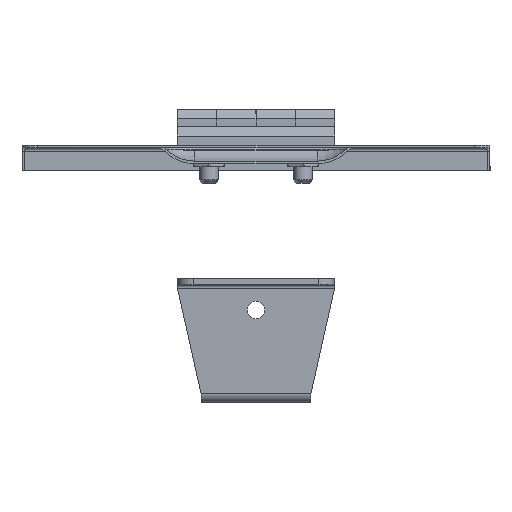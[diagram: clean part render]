
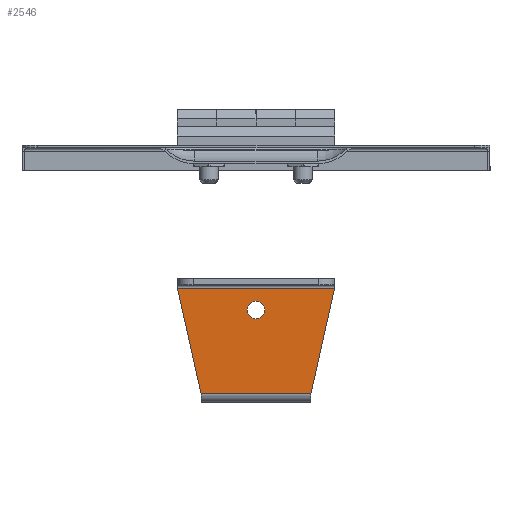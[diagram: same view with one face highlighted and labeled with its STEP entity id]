
A CAD part, left-side view. The second image highlights one B-rep face of the part: STEP entity #2546.
In plain terms, the highlighted planar face has unit normal (-1, 0, 0).
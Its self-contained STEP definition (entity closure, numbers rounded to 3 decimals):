
#215 = CIRCLE ( 'NONE', #7577, 2.75 ) ;
#488 = PLANE ( 'NONE',  #4390 ) ;
#952 = CARTESIAN_POINT ( 'NONE',  ( -2., 0., -12.75 ) ) ;
#1057 = AXIS2_PLACEMENT_3D ( 'NONE', #7082, #6289, #9567 ) ;
#1074 = CARTESIAN_POINT ( 'NONE',  ( -2., -23.253, -10.803 ) ) ;
#1123 = DIRECTION ( 'NONE',  ( 0., 0.218, -0.976 ) ) ;
#1186 = EDGE_CURVE ( 'NONE', #9291, #3326, #10319, .T. ) ;
#1296 = CARTESIAN_POINT ( 'NONE',  ( -2., -25., -3. ) ) ;
#1520 = DIRECTION ( 'NONE',  ( 0., 0.218, 0.976 ) ) ;
#1730 = ORIENTED_EDGE ( 'NONE', *, *, #5848, .F. ) ;
#2083 = VERTEX_POINT ( 'NONE', #1296 ) ;
#2546 = ADVANCED_FACE ( 'NONE', ( #10277, #6978 ), #488, .T. ) ;
#2553 = EDGE_LOOP ( 'NONE', ( #1730, #4120 ) ) ;
#2596 = CARTESIAN_POINT ( 'NONE',  ( -2., 25.64, -0.143 ) ) ;
#2697 = VECTOR ( 'NONE', #8451, 1000. ) ;
#2822 = LINE ( 'NONE', #7637, #2697 ) ;
#2911 = VECTOR ( 'NONE', #1520, 1000. ) ;
#2932 = CARTESIAN_POINT ( 'NONE',  ( -2., 25., 0. ) ) ;
#3326 = VERTEX_POINT ( 'NONE', #952 ) ;
#3405 = CARTESIAN_POINT ( 'NONE',  ( -2., -17.5, -36.5 ) ) ;
#3421 = VECTOR ( 'NONE', #5889, 1000. ) ;
#3626 = ORIENTED_EDGE ( 'NONE', *, *, #8444, .F. ) ;
#3653 = CARTESIAN_POINT ( 'NONE',  ( -2., 25., -3. ) ) ;
#3899 = CARTESIAN_POINT ( 'NONE',  ( -2., 25., -36.5 ) ) ;
#4120 = ORIENTED_EDGE ( 'NONE', *, *, #1186, .F. ) ;
#4127 = CARTESIAN_POINT ( 'NONE',  ( -2., 17.5, -36.5 ) ) ;
#4390 = AXIS2_PLACEMENT_3D ( 'NONE', #2932, #6193, #6243 ) ;
#4706 = CARTESIAN_POINT ( 'NONE',  ( -2., 0., -10. ) ) ;
#4775 = LINE ( 'NONE', #3899, #3421 ) ;
#5048 = VERTEX_POINT ( 'NONE', #4127 ) ;
#5848 = EDGE_CURVE ( 'NONE', #3326, #9291, #215, .T. ) ;
#5889 = DIRECTION ( 'NONE',  ( 0., -1., 0. ) ) ;
#6193 = DIRECTION ( 'NONE',  ( -1., 0., 0. ) ) ;
#6243 = DIRECTION ( 'NONE',  ( 0., 0., 1. ) ) ;
#6289 = DIRECTION ( 'NONE',  ( -1., 0., 0. ) ) ;
#6554 = EDGE_CURVE ( 'NONE', #5048, #8569, #9642, .T. ) ;
#6559 = EDGE_CURVE ( 'NONE', #5048, #9873, #4775, .T. ) ;
#6615 = ORIENTED_EDGE ( 'NONE', *, *, #6559, .T. ) ;
#6900 = EDGE_LOOP ( 'NONE', ( #6615, #3626, #9846, #6984 ) ) ;
#6978 = FACE_OUTER_BOUND ( 'NONE', #6900, .T. ) ;
#6984 = ORIENTED_EDGE ( 'NONE', *, *, #6554, .F. ) ;
#7082 = CARTESIAN_POINT ( 'NONE',  ( -2., 0., -10. ) ) ;
#7577 = AXIS2_PLACEMENT_3D ( 'NONE', #4706, #7956, #8650 ) ;
#7637 = CARTESIAN_POINT ( 'NONE',  ( -2., 25., -3. ) ) ;
#7956 = DIRECTION ( 'NONE',  ( -1., 0., 0. ) ) ;
#8444 = EDGE_CURVE ( 'NONE', #2083, #9873, #10054, .T. ) ;
#8451 = DIRECTION ( 'NONE',  ( 0., -1., 0. ) ) ;
#8569 = VERTEX_POINT ( 'NONE', #3653 ) ;
#8650 = DIRECTION ( 'NONE',  ( 0., 0., 1. ) ) ;
#9076 = VECTOR ( 'NONE', #1123, 1000. ) ;
#9165 = CARTESIAN_POINT ( 'NONE',  ( -2., 0., -7.25 ) ) ;
#9291 = VERTEX_POINT ( 'NONE', #9165 ) ;
#9567 = DIRECTION ( 'NONE',  ( 0., 0., 1. ) ) ;
#9642 = LINE ( 'NONE', #2596, #2911 ) ;
#9846 = ORIENTED_EDGE ( 'NONE', *, *, #10127, .F. ) ;
#9873 = VERTEX_POINT ( 'NONE', #3405 ) ;
#10054 = LINE ( 'NONE', #1074, #9076 ) ;
#10127 = EDGE_CURVE ( 'NONE', #8569, #2083, #2822, .T. ) ;
#10277 = FACE_BOUND ( 'NONE', #2553, .T. ) ;
#10319 = CIRCLE ( 'NONE', #1057, 2.75 ) ;
